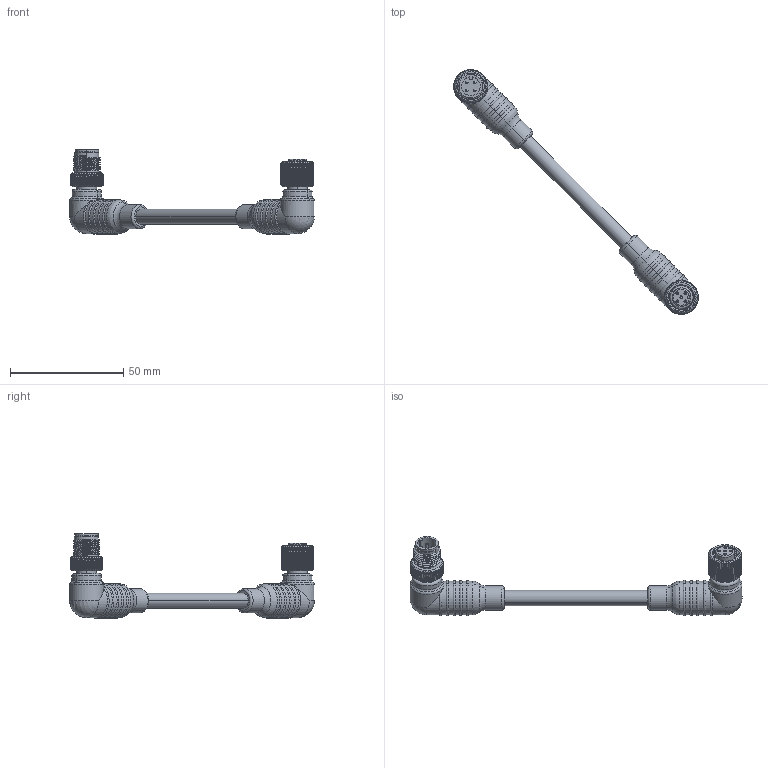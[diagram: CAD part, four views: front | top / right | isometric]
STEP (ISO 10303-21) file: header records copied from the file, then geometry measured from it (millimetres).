
FILE_DESCRIPTION((''),'2;1');
FILE_NAME('254702_SM01_ASM','2026-01-28T15:39:15',('banengservice'),('BANNER ENGINEERING'),'CREO PARAMETRIC BY PTC INC, 2022414','CREO PARAMETRIC BY PTC INC, 2022414','');
FILE_SCHEMA(('CONFIG_CONTROL_DESIGN'));
Length unit declared in the file: millimetre
Products named in the file (2): 254702_EP01; 254702_SM01_ASM
Assembly tree (1 placements, depth 2):
  254702_SM01_ASM
    254702_EP01
Bounding box: 107.94 x 107.99 x 37.37 mm (x, y, z)
Volume: 18813.3 mm3; surface area: 10229.4 mm2
Topology: 1 solids, 1 shells, 839 faces, 2347 edges, 1524 vertices
Faces by surface type: cylinder 499, plane 217, torus 50, cone 44, bspline 19, sphere 10
Entity records: 38721 total; most frequent: CARTESIAN_POINT 18393, ORIENTED_EDGE 4654, DIRECTION 3760, EDGE_CURVE 2327, VERTEX_POINT 1524, AXIS2_PLACEMENT_3D 1511, B_SPLINE_CURVE_WITH_KNOTS 901, EDGE_LOOP 875
